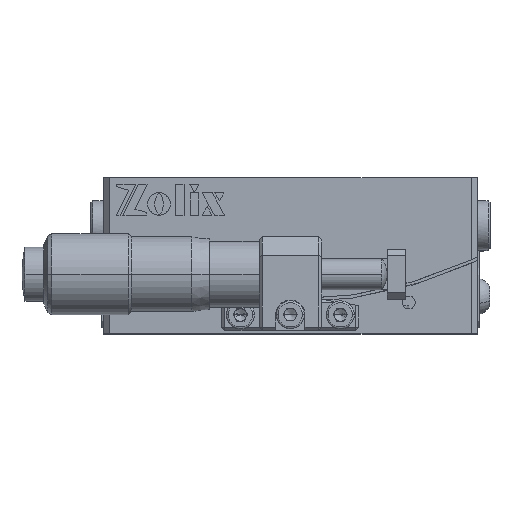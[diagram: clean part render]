
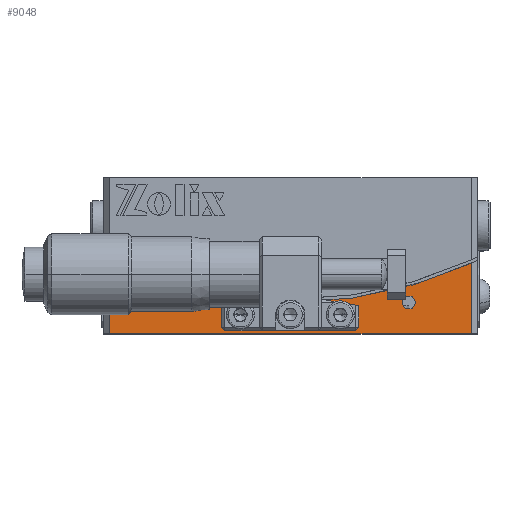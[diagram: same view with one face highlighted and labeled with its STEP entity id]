
A CAD part, top view. The second image highlights one B-rep face of the part: STEP entity #9048.
In plain terms, the highlighted planar face has unit normal (0, 0, 1).
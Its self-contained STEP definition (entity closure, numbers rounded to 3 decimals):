
#284 = AXIS2_PLACEMENT_3D ( 'NONE', #21597, #7608, #870 ) ;
#344 = DIRECTION ( 'NONE',  ( 0., 0., 1. ) ) ;
#631 = CARTESIAN_POINT ( 'NONE',  ( 29., 17.9, 30. ) ) ;
#762 = EDGE_CURVE ( 'NONE', #10707, #6687, #2259, .T. ) ;
#857 = ORIENTED_EDGE ( 'NONE', *, *, #14904, .T. ) ;
#870 = DIRECTION ( 'NONE',  ( 1., 0., 0. ) ) ;
#871 = ORIENTED_EDGE ( 'NONE', *, *, #14105, .T. ) ;
#1383 = VERTEX_POINT ( 'NONE', #21627 ) ;
#1686 = ORIENTED_EDGE ( 'NONE', *, *, #762, .F. ) ;
#2213 = FACE_BOUND ( 'NONE', #24099, .T. ) ;
#2259 = CIRCLE ( 'NONE', #10685, 1.025 ) ;
#3018 = VECTOR ( 'NONE', #19173, 1000. ) ;
#3159 = CARTESIAN_POINT ( 'NONE',  ( -20.025, 5., 30. ) ) ;
#3477 = CIRCLE ( 'NONE', #17429, 1.025 ) ;
#3507 = CIRCLE ( 'NONE', #284, 1.025 ) ;
#3570 = CARTESIAN_POINT ( 'NONE',  ( 30., 17.9, 30. ) ) ;
#4077 = AXIS2_PLACEMENT_3D ( 'NONE', #20536, #344, #10005 ) ;
#4185 = CARTESIAN_POINT ( 'NONE',  ( 17.975, 5., 30. ) ) ;
#4449 = VERTEX_POINT ( 'NONE', #22092 ) ;
#4737 = FACE_BOUND ( 'NONE', #27106, .T. ) ;
#5390 = ORIENTED_EDGE ( 'NONE', *, *, #8632, .F. ) ;
#5608 = CARTESIAN_POINT ( 'NONE',  ( 29., 11.29, 30. ) ) ;
#5866 = LINE ( 'NONE', #17670, #10995 ) ;
#6089 = VERTEX_POINT ( 'NONE', #29437 ) ;
#6097 = ORIENTED_EDGE ( 'NONE', *, *, #16136, .T. ) ;
#6370 = DIRECTION ( 'NONE',  ( 0., 0., 1. ) ) ;
#6412 = VERTEX_POINT ( 'NONE', #5608 ) ;
#6493 = DIRECTION ( 'NONE',  ( 0., 0., 1. ) ) ;
#6651 = DIRECTION ( 'NONE',  ( 1., 0., 0. ) ) ;
#6687 = VERTEX_POINT ( 'NONE', #4185 ) ;
#6748 = EDGE_LOOP ( 'NONE', ( #18953, #19896 ) ) ;
#7238 = EDGE_CURVE ( 'NONE', #20497, #19508, #11430, .T. ) ;
#7608 = DIRECTION ( 'NONE',  ( 0., 0., 1. ) ) ;
#8307 = EDGE_CURVE ( 'NONE', #12522, #6412, #18274, .T. ) ;
#8632 = EDGE_CURVE ( 'NONE', #6687, #10707, #16107, .T. ) ;
#8753 = CIRCLE ( 'NONE', #29736, 1.025 ) ;
#8819 = CARTESIAN_POINT ( 'NONE',  ( 8., 3., 30. ) ) ;
#9048 = ADVANCED_FACE ( 'NONE', ( #15324, #4737, #17823, #2213, #25594 ), #24967, .F. ) ;
#9416 = EDGE_CURVE ( 'NONE', #16941, #14207, #22263, .T. ) ;
#9439 = EDGE_CURVE ( 'NONE', #19508, #20497, #8753, .T. ) ;
#9834 = CARTESIAN_POINT ( 'NONE',  ( 19., 5., 30. ) ) ;
#9888 = DIRECTION ( 'NONE',  ( -1., 0., 0. ) ) ;
#9976 = DIRECTION ( 'NONE',  ( 0., 0., -1. ) ) ;
#9999 = ORIENTED_EDGE ( 'NONE', *, *, #8307, .T. ) ;
#10005 = DIRECTION ( 'NONE',  ( 1., 0., 0. ) ) ;
#10685 = AXIS2_PLACEMENT_3D ( 'NONE', #9834, #14120, #23822 ) ;
#10707 = VERTEX_POINT ( 'NONE', #20156 ) ;
#10995 = VECTOR ( 'NONE', #15653, 1000. ) ;
#11137 = DIRECTION ( 'NONE',  ( 0., 0., 1. ) ) ;
#11430 = CIRCLE ( 'NONE', #4077, 1.025 ) ;
#11827 = ORIENTED_EDGE ( 'NONE', *, *, #12915, .F. ) ;
#12522 = VERTEX_POINT ( 'NONE', #17782 ) ;
#12570 = EDGE_CURVE ( 'NONE', #14207, #16941, #13695, .T. ) ;
#12915 = EDGE_CURVE ( 'NONE', #6089, #4449, #3507, .T. ) ;
#13117 = DIRECTION ( 'NONE',  ( -1., 0., 0. ) ) ;
#13183 = EDGE_CURVE ( 'NONE', #4449, #6089, #3477, .T. ) ;
#13434 = DIRECTION ( 'NONE',  ( 1., 0., 0. ) ) ;
#13539 = CARTESIAN_POINT ( 'NONE',  ( -19., 5., 30. ) ) ;
#13613 = EDGE_LOOP ( 'NONE', ( #6097, #857, #871, #9999 ) ) ;
#13695 = CIRCLE ( 'NONE', #20423, 1.025 ) ;
#13951 = CIRCLE ( 'NONE', #23140, 70. ) ;
#14105 = EDGE_CURVE ( 'NONE', #1383, #12522, #29330, .T. ) ;
#14120 = DIRECTION ( 'NONE',  ( 0., 0., 1. ) ) ;
#14207 = VERTEX_POINT ( 'NONE', #29591 ) ;
#14904 = EDGE_CURVE ( 'NONE', #26326, #1383, #5866, .T. ) ;
#15324 = FACE_BOUND ( 'NONE', #6748, .T. ) ;
#15475 = DIRECTION ( 'NONE',  ( 1., 0., 0. ) ) ;
#15653 = DIRECTION ( 'NONE',  ( 0., -1., 0. ) ) ;
#15835 = CARTESIAN_POINT ( 'NONE',  ( -8., 3., 30. ) ) ;
#16107 = CIRCLE ( 'NONE', #20510, 1.025 ) ;
#16133 = DIRECTION ( 'NONE',  ( 0., 0., 1. ) ) ;
#16136 = EDGE_CURVE ( 'NONE', #6412, #26326, #13951, .T. ) ;
#16941 = VERTEX_POINT ( 'NONE', #3159 ) ;
#17429 = AXIS2_PLACEMENT_3D ( 'NONE', #15835, #20235, #22924 ) ;
#17670 = CARTESIAN_POINT ( 'NONE',  ( -29., 17.9, 30. ) ) ;
#17782 = CARTESIAN_POINT ( 'NONE',  ( 29., 0., 30. ) ) ;
#17823 = FACE_BOUND ( 'NONE', #29365, .T. ) ;
#18274 = LINE ( 'NONE', #631, #3018 ) ;
#18953 = ORIENTED_EDGE ( 'NONE', *, *, #12570, .F. ) ;
#19173 = DIRECTION ( 'NONE',  ( 0., 1., 0. ) ) ;
#19508 = VERTEX_POINT ( 'NONE', #25165 ) ;
#19851 = DIRECTION ( 'NONE',  ( 0., 0., -1. ) ) ;
#19896 = ORIENTED_EDGE ( 'NONE', *, *, #9416, .F. ) ;
#20156 = CARTESIAN_POINT ( 'NONE',  ( 20.025, 5., 30. ) ) ;
#20235 = DIRECTION ( 'NONE',  ( 0., 0., 1. ) ) ;
#20384 = CARTESIAN_POINT ( 'NONE',  ( 30., 0., 30. ) ) ;
#20423 = AXIS2_PLACEMENT_3D ( 'NONE', #13539, #6370, #13434 ) ;
#20497 = VERTEX_POINT ( 'NONE', #27323 ) ;
#20510 = AXIS2_PLACEMENT_3D ( 'NONE', #22975, #6493, #27565 ) ;
#20536 = CARTESIAN_POINT ( 'NONE',  ( 8., 3., 30. ) ) ;
#21597 = CARTESIAN_POINT ( 'NONE',  ( -8., 3., 30. ) ) ;
#21627 = CARTESIAN_POINT ( 'NONE',  ( -29., 0., 30. ) ) ;
#21680 = ORIENTED_EDGE ( 'NONE', *, *, #13183, .F. ) ;
#22092 = CARTESIAN_POINT ( 'NONE',  ( -9.025, 3., 30. ) ) ;
#22263 = CIRCLE ( 'NONE', #29163, 1.025 ) ;
#22918 = DIRECTION ( 'NONE',  ( 1., 0., 0. ) ) ;
#22924 = DIRECTION ( 'NONE',  ( 1., 0., 0. ) ) ;
#22975 = CARTESIAN_POINT ( 'NONE',  ( 19., 5., 30. ) ) ;
#23140 = AXIS2_PLACEMENT_3D ( 'NONE', #26042, #9976, #9888 ) ;
#23822 = DIRECTION ( 'NONE',  ( 1., 0., 0. ) ) ;
#24099 = EDGE_LOOP ( 'NONE', ( #11827, #21680 ) ) ;
#24967 = PLANE ( 'NONE',  #28768 ) ;
#25165 = CARTESIAN_POINT ( 'NONE',  ( 9.025, 3., 30. ) ) ;
#25178 = ORIENTED_EDGE ( 'NONE', *, *, #9439, .F. ) ;
#25312 = CARTESIAN_POINT ( 'NONE',  ( -29., 11.29, 30. ) ) ;
#25594 = FACE_OUTER_BOUND ( 'NONE', #13613, .T. ) ;
#26042 = CARTESIAN_POINT ( 'NONE',  ( 0., 75., 30. ) ) ;
#26075 = VECTOR ( 'NONE', #15475, 1000. ) ;
#26326 = VERTEX_POINT ( 'NONE', #25312 ) ;
#27106 = EDGE_LOOP ( 'NONE', ( #1686, #5390 ) ) ;
#27323 = CARTESIAN_POINT ( 'NONE',  ( 6.975, 3., 30. ) ) ;
#27565 = DIRECTION ( 'NONE',  ( 1., 0., 0. ) ) ;
#28768 = AXIS2_PLACEMENT_3D ( 'NONE', #3570, #19851, #13117 ) ;
#29163 = AXIS2_PLACEMENT_3D ( 'NONE', #30050, #11137, #6651 ) ;
#29330 = LINE ( 'NONE', #20384, #26075 ) ;
#29365 = EDGE_LOOP ( 'NONE', ( #25178, #30090 ) ) ;
#29437 = CARTESIAN_POINT ( 'NONE',  ( -6.975, 3., 30. ) ) ;
#29591 = CARTESIAN_POINT ( 'NONE',  ( -17.975, 5., 30. ) ) ;
#29736 = AXIS2_PLACEMENT_3D ( 'NONE', #8819, #16133, #22918 ) ;
#30050 = CARTESIAN_POINT ( 'NONE',  ( -19., 5., 30. ) ) ;
#30090 = ORIENTED_EDGE ( 'NONE', *, *, #7238, .F. ) ;
